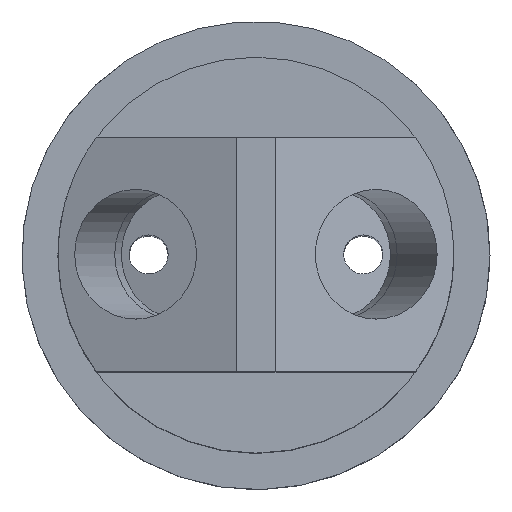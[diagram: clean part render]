
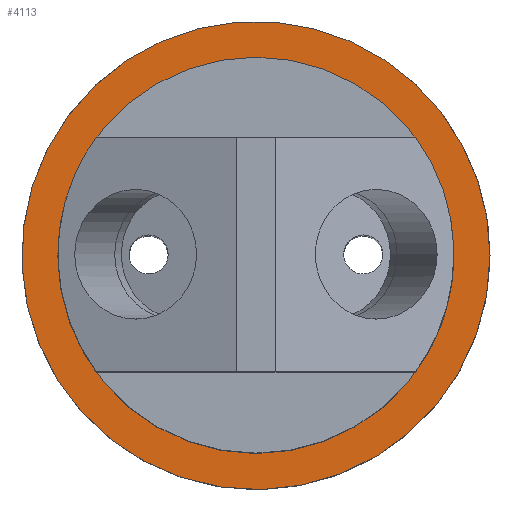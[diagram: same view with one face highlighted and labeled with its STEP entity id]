
A CAD part, top view. The second image highlights one B-rep face of the part: STEP entity #4113.
In plain terms, the highlighted planar face has unit normal (0, 0, 1).
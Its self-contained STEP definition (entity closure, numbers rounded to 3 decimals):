
#64=CIRCLE('',#4309,12.);
#67=CIRCLE('',#4313,10.15);
#876=ORIENTED_EDGE('',*,*,#1684,.T.);
#877=ORIENTED_EDGE('',*,*,#1679,.F.);
#1679=EDGE_CURVE('',#2079,#2079,#64,.T.);
#1684=EDGE_CURVE('',#2084,#2084,#67,.T.);
#2079=VERTEX_POINT('',#5635);
#2084=VERTEX_POINT('',#5646);
#2324=EDGE_LOOP('',(#876));
#2325=EDGE_LOOP('',(#877));
#2545=FACE_BOUND('',#2324,.T.);
#2546=FACE_BOUND('',#2325,.T.);
#2738=PLANE('',#4312);
#4113=ADVANCED_FACE('',(#2545,#2546),#2738,.F.);
#4309=AXIS2_PLACEMENT_3D('',#5634,#4608,#4609);
#4312=AXIS2_PLACEMENT_3D('',#5644,#4616,#4617);
#4313=AXIS2_PLACEMENT_3D('',#5645,#4618,#4619);
#4608=DIRECTION('',(0.,0.,-1.));
#4609=DIRECTION('',(1.,0.,0.));
#4616=DIRECTION('',(0.,0.,-1.));
#4617=DIRECTION('',(-1.,0.,0.));
#4618=DIRECTION('',(0.,0.,-1.));
#4619=DIRECTION('',(1.,0.,0.));
#5634=CARTESIAN_POINT('',(0.,0.,2.));
#5635=CARTESIAN_POINT('',(12.,0.,2.));
#5644=CARTESIAN_POINT('',(0.,0.,2.));
#5645=CARTESIAN_POINT('',(0.,0.,2.));
#5646=CARTESIAN_POINT('',(10.15,0.,2.));
